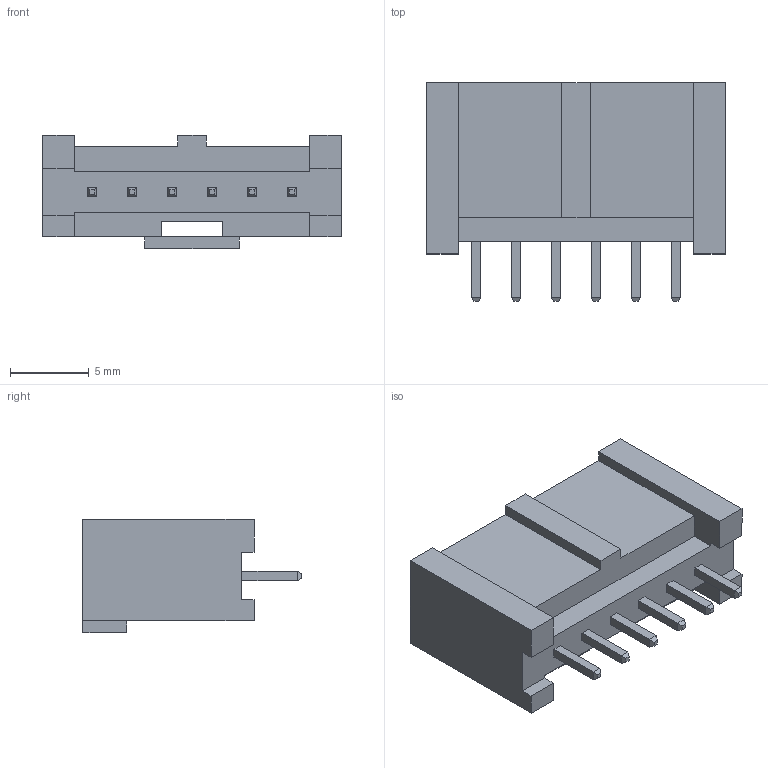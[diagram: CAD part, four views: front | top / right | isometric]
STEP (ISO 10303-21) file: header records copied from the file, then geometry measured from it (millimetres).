
FILE_DESCRIPTION (( 'STEP AP214' ), '1' );
FILE_NAME ('ﾑﾍﾏ394-6ﾂﾏ21(3)-1.STEP', '2019-09-26T11:30:41', ( '' ), ( '' ), 'SwSTEP 2.0', 'SolidWorks 2015', '' );
FILE_SCHEMA (( 'AUTOMOTIVE_DESIGN' ));
Length unit declared in the file: millimetre
Products named in the file (2): ﾑﾍﾏ394-6ﾂﾏ21(3)-1
Bounding box: 19 x 13.9 x 7.2 mm (x, y, z)
Volume: 609 mm3; surface area: 1300.1 mm2
Topology: 7 solids, 7 shells, 161 faces, 388 edges, 240 vertices
Faces by surface type: plane 161
Entity records: 6416 total; most frequent: CARTESIAN_POINT 791, ORIENTED_EDGE 776, DIRECTION 714, VECTOR 388, LINE 388, EDGE_CURVE 388, VERTEX_POINT 240, EDGE_LOOP 174
